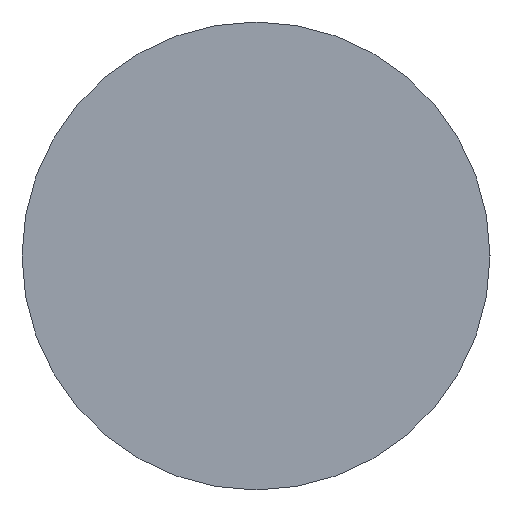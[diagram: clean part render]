
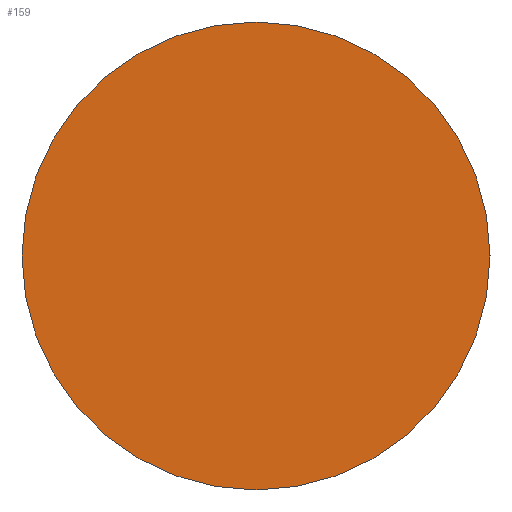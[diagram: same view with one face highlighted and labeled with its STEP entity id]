
A CAD part, left-side view. The second image highlights one B-rep face of the part: STEP entity #159.
In plain terms, the highlighted planar face has unit normal (-1, 0, 0).
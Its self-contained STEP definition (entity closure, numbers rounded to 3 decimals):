
#16 = CIRCLE ( 'NONE', #42, 1.5 ) ;
#21 = FACE_OUTER_BOUND ( 'NONE', #26, .T. ) ;
#24 = CARTESIAN_POINT ( 'NONE',  ( 0., 0., 0. ) ) ;
#26 = EDGE_LOOP ( 'NONE', ( #91, #48 ) ) ;
#31 = VERTEX_POINT ( 'NONE', #96 ) ;
#36 = DIRECTION ( 'NONE',  ( 1., 0., 0. ) ) ;
#37 = DIRECTION ( 'NONE',  ( 0., 0., -1. ) ) ;
#42 = AXIS2_PLACEMENT_3D ( 'NONE', #171, #95, #45 ) ;
#45 = DIRECTION ( 'NONE',  ( 0., 0., -1. ) ) ;
#48 = ORIENTED_EDGE ( 'NONE', *, *, #99, .F. ) ;
#49 = EDGE_CURVE ( 'NONE', #127, #31, #104, .T. ) ;
#66 = DIRECTION ( 'NONE',  ( 0., 0., -1. ) ) ;
#91 = ORIENTED_EDGE ( 'NONE', *, *, #49, .F. ) ;
#95 = DIRECTION ( 'NONE',  ( 1., 0., 0. ) ) ;
#96 = CARTESIAN_POINT ( 'NONE',  ( 0., 0., -1.5 ) ) ;
#98 = CARTESIAN_POINT ( 'NONE',  ( 0., 0., 0. ) ) ;
#99 = EDGE_CURVE ( 'NONE', #31, #127, #16, .T. ) ;
#104 = CIRCLE ( 'NONE', #121, 1.5 ) ;
#116 = AXIS2_PLACEMENT_3D ( 'NONE', #24, #36, #37 ) ;
#121 = AXIS2_PLACEMENT_3D ( 'NONE', #98, #131, #66 ) ;
#125 = CARTESIAN_POINT ( 'NONE',  ( 0., 0., 1.5 ) ) ;
#127 = VERTEX_POINT ( 'NONE', #125 ) ;
#131 = DIRECTION ( 'NONE',  ( 1., 0., 0. ) ) ;
#156 = PLANE ( 'NONE',  #116 ) ;
#159 = ADVANCED_FACE ( 'NONE', ( #21 ), #156, .F. ) ;
#171 = CARTESIAN_POINT ( 'NONE',  ( 0., 0., 0. ) ) ;
